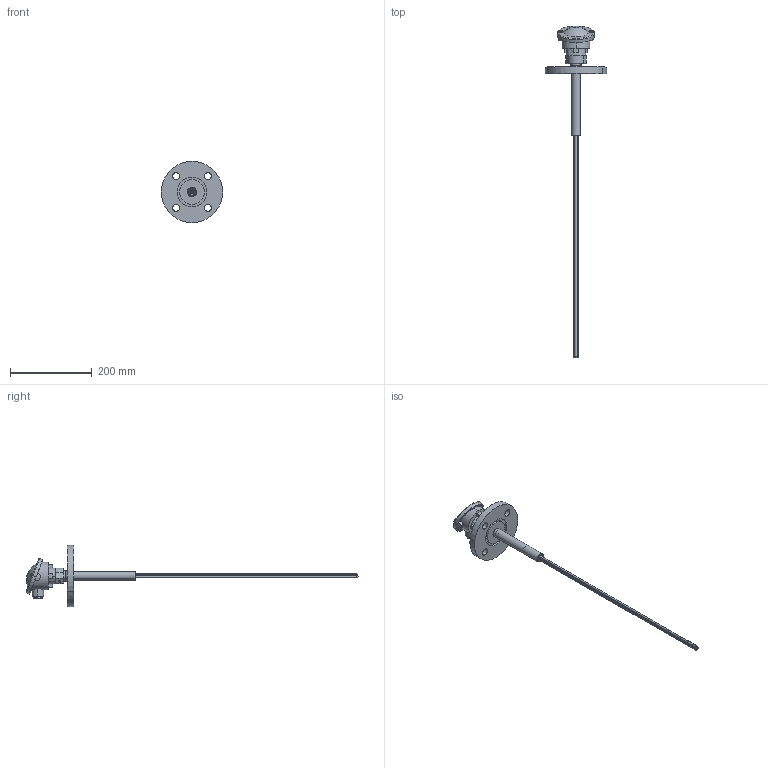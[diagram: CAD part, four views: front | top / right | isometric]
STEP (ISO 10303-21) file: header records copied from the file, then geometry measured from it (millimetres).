
FILE_DESCRIPTION (( 'STEP AP214' ), '1' );
FILE_NAME ('13-2003-FLDN40.STEP', '2023-10-19T19:05:23', ( '' ), ( '' ), 'SwSTEP 2.0', 'SolidWorks 2022', '' );
FILE_SCHEMA (( 'AUTOMOTIVE_DESIGN' ));
Length unit declared in the file: millimetre
Products named in the file (31): Cover^Anschlusskopf_Form_A; 22-0000-1018-01-1; Anschlusskopf_Form_A; Luesterklemme_BG-1; Schraube_M5_Kopf; Schraube_M3-1-1; slotted pan head screw_din_DIN EN ISO 1580 - M4 x 16 - 16C; body^Anschlusskopf_Form_A; 22-200301h2-1101-01; Kopfeinsatz_Mutter; 22-0503-1053-01; Luesterklemme_BG-2; DIN 84 M3 x 30 A4; Anschlusskopf_Form_A_Kopf; Kabelverschaubung_M20x15_Gummi; Montageplatte_3fach; 23-0103-35_23-0103-35-0740; Kopfeinsatz_Deckel; 13-2003-FLDN40; socket set screw cone point_din_DIN 914 - M5 x 6-C; 22-2003-0102-01; Kopfeinsatz_Dichtring_Deckel; 23-0102-35_23-0102-35-0738; Scheibe_M5_Kopf; Kopfeinsatz_Quetschring; 22-2003-1103-02; Luesterklemme-1-1; slotted pan head screw_din_DIN EN ISO 1580 - M4 x 8 - 8C; Einschub-1-1; 22-2003-1102-06; DIN 84 M3 x 30 A4  3fach
Assembly tree (50 placements, depth 4):
  13-2003-FLDN40
    22-200301h2-1101-01
    Anschlusskopf_Form_A
      body^Anschlusskopf_Form_A
        Anschlusskopf_Form_A_Kopf
        Kabelverschaubung_M20x15_Gummi
        Kopfeinsatz_Mutter
        Kopfeinsatz_Quetschring
        socket set screw cone point_din_DIN 914 - M5 x 6-C  x2
      Cover^Anschlusskopf_Form_A
        Kopfeinsatz_Dichtring_Deckel
        Kopfeinsatz_Deckel
        Schraube_M5_Kopf  x2
        Scheibe_M5_Kopf  x2
    23-0103-35_23-0103-35-0740  x3
    22-0503-1053-01
    DIN 84 M3 x 30 A4
    DIN 84 M3 x 30 A4  3fach  x2
    22-2003-0102-01
    22-2003-1103-02
    22-2003-1102-06
    Montageplatte_3fach
      Luesterklemme_BG-1
        Luesterklemme-1-1
        Einschub-1-1  x2
        Schraube_M3-1-1  x4
      Luesterklemme_BG-2
        Luesterklemme-1-1
        Einschub-1-1  x2
        Schraube_M3-1-1  x4
      22-0000-1018-01-1
      slotted pan head screw_din_DIN EN ISO 1580 - M4 x 16 - 16C  x2
      slotted pan head screw_din_DIN EN ISO 1580 - M4 x 8 - 8C  x2
    23-0102-35_23-0102-35-0738  x2
Bounding box: 150 x 813.53 x 150 mm (x, y, z)
Volume: 391547.6 mm3; surface area: 233880.2 mm2
Topology: 43 solids, 45 shells, 825 faces, 1977 edges, 1269 vertices
Faces by surface type: cylinder 373, plane 324, cone 74, torus 33, sphere 19, bspline 2
Entity records: 19017 total; most frequent: CARTESIAN_POINT 4264, DIRECTION 2963, ORIENTED_EDGE 2590, EDGE_CURVE 1296, AXIS2_PLACEMENT_3D 1202, VERTEX_POINT 838, EDGE_LOOP 697, CIRCLE 599
